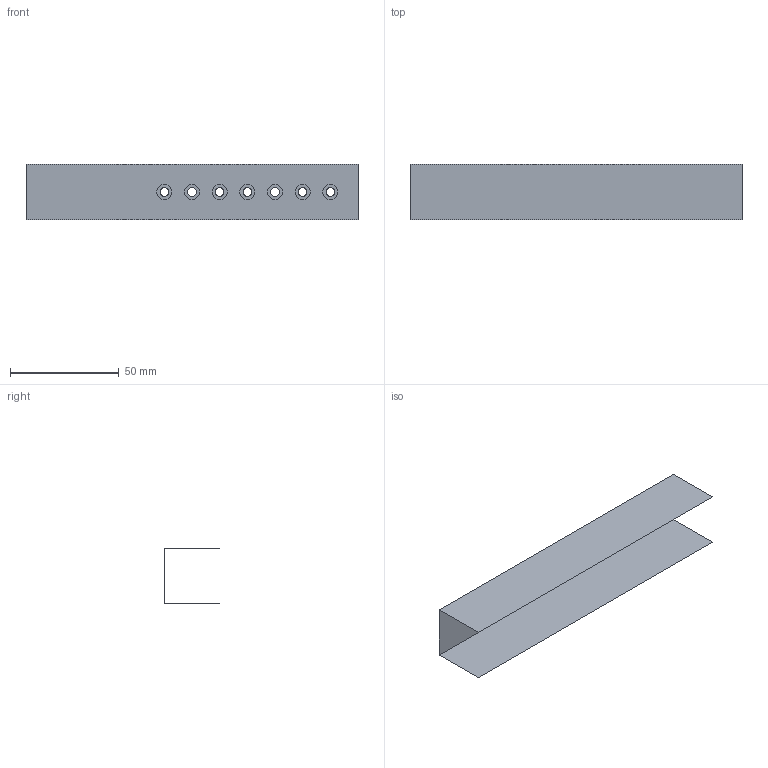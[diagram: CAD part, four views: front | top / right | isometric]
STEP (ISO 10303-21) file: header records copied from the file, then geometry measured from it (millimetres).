
FILE_DESCRIPTION (( 'STEP AP203' ), '1' );
FILE_NAME ('tubesection_bolted_a.STEP', '2020-08-15T18:35:06', ( '' ), ( '' ), 'SwSTEP 2.0', 'SolidWorks 2018', '' );
FILE_SCHEMA (( 'CONFIG_CONTROL_DESIGN' ));
Length unit declared in the file: inch
Products named in the file (1): tubesection_bolted_a
Bounding box: 152.4 x 25.4 x 25.4 mm (x, y, z)
Surface area: 11526.3 mm2 (no closed solid volume)
Topology: 0 solids, 1 shells, 10 faces, 38 edges, 36 vertices
Faces by surface type: plane 10
Entity records: 539 total; most frequent: DIRECTION 88, CARTESIAN_POINT 85, ORIENTED_EDGE 54, AXIS2_PLACEMENT_3D 39, EDGE_CURVE 38, VERTEX_POINT 36, CIRCLE 28, EDGE_LOOP 24
